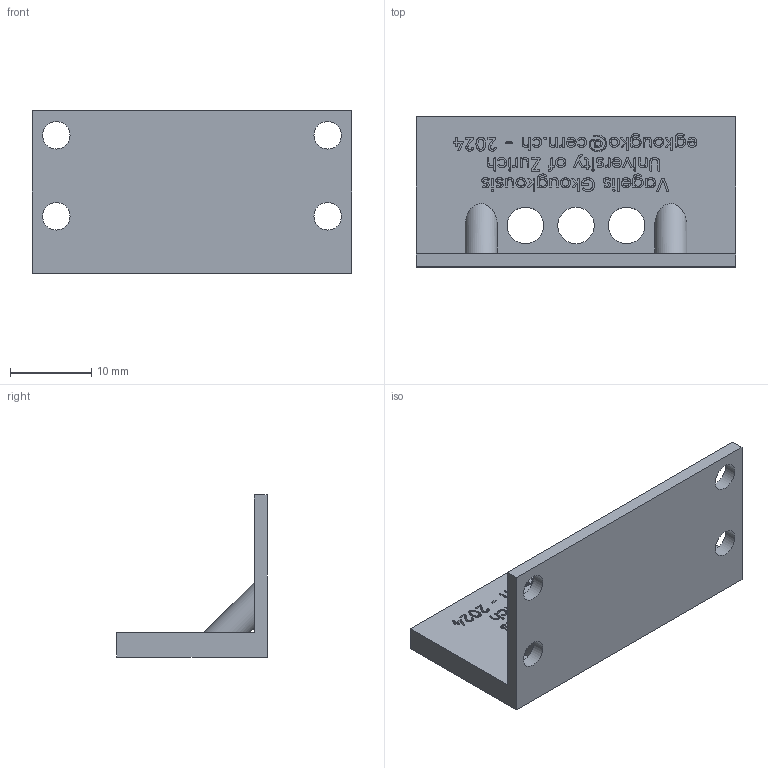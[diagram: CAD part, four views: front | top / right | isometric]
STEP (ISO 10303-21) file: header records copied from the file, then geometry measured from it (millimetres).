
FILE_DESCRIPTION(('FreeCAD Model'),'2;1');
FILE_NAME('Open CASCADE Shape Model','2024-10-11T17:58:10',(''),(''), 'Open CASCADE STEP processor 7.6','FreeCAD','Unknown');
FILE_SCHEMA(('CONFIG_CONTROL_DESIGN','SHAPE_APPEARANCE_LAYER_MIM'));
Length unit declared in the file: millimetre
Products named in the file (1): DUTPlaneSupport
Bounding box: 39.4 x 18.55 x 20 mm (x, y, z)
Volume: 3147.1 mm3; surface area: 3653.7 mm2
Topology: 2 solids, 2 shells, 1006 faces, 2772 edges, 1848 vertices
Faces by surface type: extrusion 597, plane 400, cylinder 9
Full cylindrical faces by diameter (mm): 3.4 x4, 4 x2, 4.5 x3
Entity records: 34512 total; most frequent: CARTESIAN_POINT 11088, ORIENTED_EDGE 5544, DIRECTION 3013, EDGE_CURVE 2772, VECTOR 2157, VERTEX_POINT 1848, B_SPLINE_CURVE_WITH_KNOTS 1791, LINE 1560
